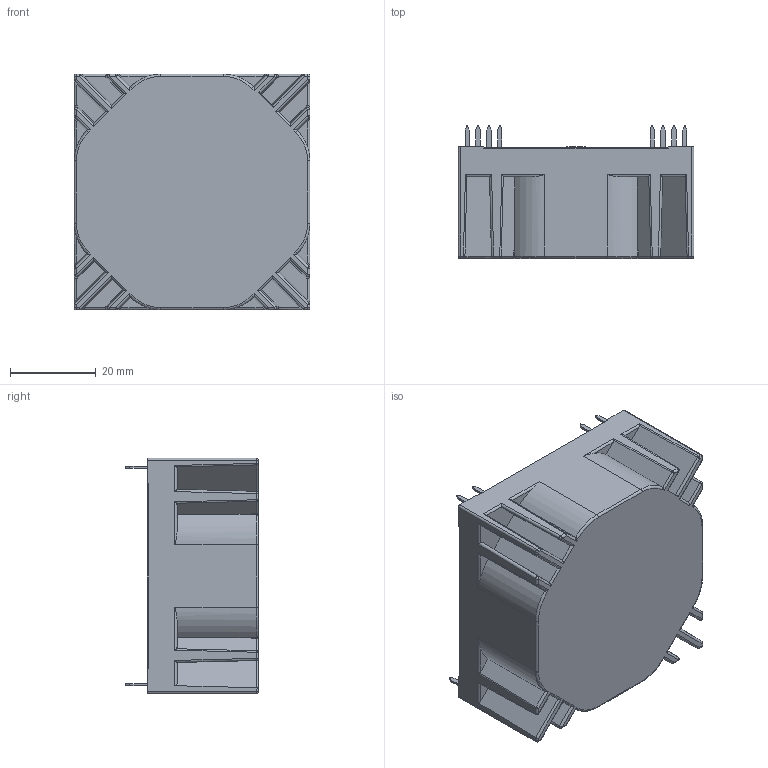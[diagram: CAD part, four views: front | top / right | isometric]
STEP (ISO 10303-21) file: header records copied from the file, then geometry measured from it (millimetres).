
FILE_DESCRIPTION (( 'STEP AP214' ), '1' );
FILE_NAME ('L01-634X Series.STEP', '2018-02-26T14:24:09', ( 'Kamal Priyanath' ), ( '' ), 'SwSTEP 2.0', 'SolidWorks 2015', '' );
FILE_SCHEMA (( 'AUTOMOTIVE_DESIGN' ));
Length unit declared in the file: millimetre
Products named in the file (13): Pin; L01-634X Series; 10VA With Fins_10VA ; 10VA With Fins
Assembly tree (10 placements, depth 2):
  Pin
  L01-634X Series
    10VA With Fins_10VA 
    Pin  x8
  Pin
  Pin
  Pin
Bounding box: 55 x 31 x 55 mm (x, y, z)
Volume: 71498.5 mm3; surface area: 14553.1 mm2
Topology: 9 solids, 9 shells, 432 faces, 1156 edges, 719 vertices
Faces by surface type: plane 237, cylinder 155, sphere 26, torus 8, cone 4, bspline 2
Entity records: 13588 total; most frequent: CARTESIAN_POINT 3402, ORIENTED_EDGE 1502, DIRECTION 1339, EDGE_CURVE 751, VERTEX_POINT 465, AXIS2_PLACEMENT_3D 449, LINE 441, VECTOR 441
